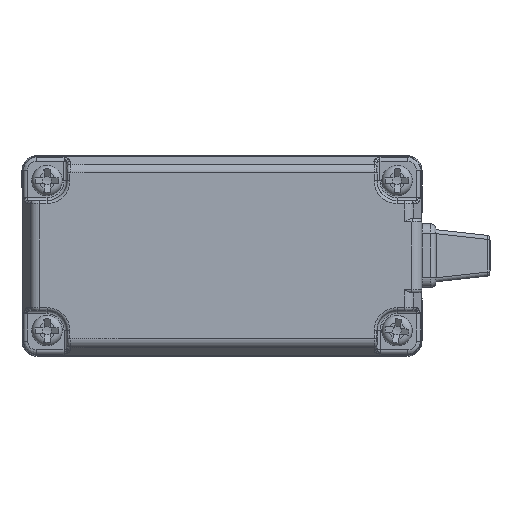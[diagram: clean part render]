
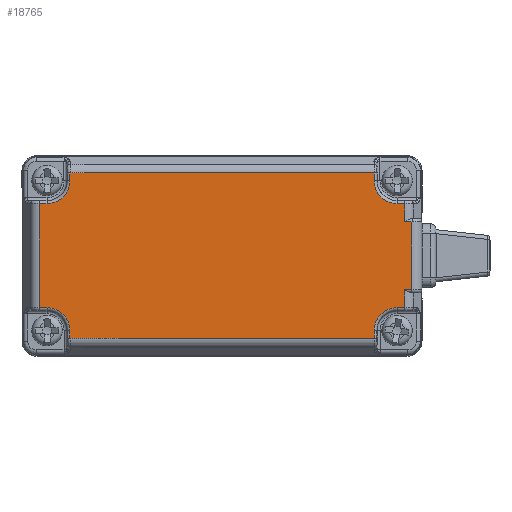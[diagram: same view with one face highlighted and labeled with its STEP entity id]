
A CAD part, top view. The second image highlights one B-rep face of the part: STEP entity #18765.
In plain terms, the highlighted face is planar.
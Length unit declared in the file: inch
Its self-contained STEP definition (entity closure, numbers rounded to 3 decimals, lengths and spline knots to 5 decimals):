
#1167=CIRCLE('',#20616,0.09055);
#1168=CIRCLE('',#20617,0.09055);
#1169=CIRCLE('',#20618,0.09055);
#1170=CIRCLE('',#20619,0.09055);
#2596=FACE_OUTER_BOUND('',#3686,.T.);
#3686=EDGE_LOOP('',(#14744,#14745,#14746,#14747,#14748,#14749,#14750,#14751,
#14752,#14753,#14754,#14755,#14756,#14757,#14758,#14759,#14760,#14761,#14762,
#14763));
#4927=LINE('',#32134,#6453);
#4942=LINE('',#32575,#6468);
#4943=LINE('',#32577,#6469);
#4944=LINE('',#32581,#6470);
#4945=LINE('',#32583,#6471);
#4946=LINE('',#32585,#6472);
#4947=LINE('',#32589,#6473);
#4948=LINE('',#32591,#6474);
#4949=LINE('',#32593,#6475);
#4950=LINE('',#32597,#6476);
#4951=LINE('',#32599,#6477);
#4952=LINE('',#32601,#6478);
#4953=LINE('',#32603,#6479);
#4954=LINE('',#32605,#6480);
#4955=LINE('',#32607,#6481);
#4956=LINE('',#32609,#6482);
#6453=VECTOR('',#24455,1.19685);
#6468=VECTOR('',#24546,0.03023);
#6469=VECTOR('',#24547,0.03023);
#6470=VECTOR('',#24550,0.03023);
#6471=VECTOR('',#24551,0.40945);
#6472=VECTOR('',#24552,0.03023);
#6473=VECTOR('',#24555,0.03023);
#6474=VECTOR('',#24556,1.19685);
#6475=VECTOR('',#24557,0.03023);
#6476=VECTOR('',#24560,0.03023);
#6477=VECTOR('',#24561,0.07087);
#6478=VECTOR('',#24562,0.02882);
#6479=VECTOR('',#24563,0.26772);
#6480=VECTOR('',#24564,0.02882);
#6481=VECTOR('',#24565,0.07087);
#6482=VECTOR('',#24566,0.03023);
#8229=VERTEX_POINT('',#32132);
#8230=VERTEX_POINT('',#32133);
#8261=VERTEX_POINT('',#32574);
#8262=VERTEX_POINT('',#32576);
#8263=VERTEX_POINT('',#32578);
#8264=VERTEX_POINT('',#32580);
#8265=VERTEX_POINT('',#32582);
#8266=VERTEX_POINT('',#32584);
#8267=VERTEX_POINT('',#32586);
#8268=VERTEX_POINT('',#32588);
#8269=VERTEX_POINT('',#32590);
#8270=VERTEX_POINT('',#32592);
#8271=VERTEX_POINT('',#32594);
#8272=VERTEX_POINT('',#32596);
#8273=VERTEX_POINT('',#32598);
#8274=VERTEX_POINT('',#32600);
#8275=VERTEX_POINT('',#32602);
#8276=VERTEX_POINT('',#32604);
#8277=VERTEX_POINT('',#32606);
#8278=VERTEX_POINT('',#32608);
#10525=EDGE_CURVE('',#8229,#8230,#4927,.T.);
#10575=EDGE_CURVE('',#8230,#8261,#4942,.T.);
#10576=EDGE_CURVE('',#8262,#8229,#4943,.T.);
#10577=EDGE_CURVE('',#8263,#8262,#1167,.T.);
#10578=EDGE_CURVE('',#8264,#8263,#4944,.T.);
#10579=EDGE_CURVE('',#8265,#8264,#4945,.T.);
#10580=EDGE_CURVE('',#8266,#8265,#4946,.T.);
#10581=EDGE_CURVE('',#8267,#8266,#1168,.T.);
#10582=EDGE_CURVE('',#8268,#8267,#4947,.T.);
#10583=EDGE_CURVE('',#8269,#8268,#4948,.T.);
#10584=EDGE_CURVE('',#8270,#8269,#4949,.T.);
#10585=EDGE_CURVE('',#8271,#8270,#1169,.T.);
#10586=EDGE_CURVE('',#8272,#8271,#4950,.T.);
#10587=EDGE_CURVE('',#8273,#8272,#4951,.T.);
#10588=EDGE_CURVE('',#8274,#8273,#4952,.T.);
#10589=EDGE_CURVE('',#8275,#8274,#4953,.T.);
#10590=EDGE_CURVE('',#8276,#8275,#4954,.T.);
#10591=EDGE_CURVE('',#8277,#8276,#4955,.T.);
#10592=EDGE_CURVE('',#8278,#8277,#4956,.T.);
#10593=EDGE_CURVE('',#8261,#8278,#1170,.T.);
#14744=ORIENTED_EDGE('',*,*,#10575,.F.);
#14745=ORIENTED_EDGE('',*,*,#10525,.F.);
#14746=ORIENTED_EDGE('',*,*,#10576,.F.);
#14747=ORIENTED_EDGE('',*,*,#10577,.F.);
#14748=ORIENTED_EDGE('',*,*,#10578,.F.);
#14749=ORIENTED_EDGE('',*,*,#10579,.F.);
#14750=ORIENTED_EDGE('',*,*,#10580,.F.);
#14751=ORIENTED_EDGE('',*,*,#10581,.F.);
#14752=ORIENTED_EDGE('',*,*,#10582,.F.);
#14753=ORIENTED_EDGE('',*,*,#10583,.F.);
#14754=ORIENTED_EDGE('',*,*,#10584,.F.);
#14755=ORIENTED_EDGE('',*,*,#10585,.F.);
#14756=ORIENTED_EDGE('',*,*,#10586,.F.);
#14757=ORIENTED_EDGE('',*,*,#10587,.F.);
#14758=ORIENTED_EDGE('',*,*,#10588,.F.);
#14759=ORIENTED_EDGE('',*,*,#10589,.F.);
#14760=ORIENTED_EDGE('',*,*,#10590,.F.);
#14761=ORIENTED_EDGE('',*,*,#10591,.F.);
#14762=ORIENTED_EDGE('',*,*,#10592,.F.);
#14763=ORIENTED_EDGE('',*,*,#10593,.F.);
#18004=PLANE('',#20615);
#18765=ADVANCED_FACE('',(#2596),#18004,.F.);
#20615=AXIS2_PLACEMENT_3D('',#32573,#24544,#24545);
#20616=AXIS2_PLACEMENT_3D('',#32579,#24548,#24549);
#20617=AXIS2_PLACEMENT_3D('',#32587,#24553,#24554);
#20618=AXIS2_PLACEMENT_3D('',#32595,#24558,#24559);
#20619=AXIS2_PLACEMENT_3D('',#32610,#24567,#24568);
#24455=DIRECTION('',(-1.,0.,0.));
#24544=DIRECTION('center_axis',(0.,0.,1.));
#24545=DIRECTION('ref_axis',(1.,0.,0.));
#24546=DIRECTION('',(0.,-1.,0.));
#24547=DIRECTION('',(0.,1.,0.));
#24548=DIRECTION('center_axis',(0.,0.,
-1.));
#24549=DIRECTION('ref_axis',(-1.,0.,0.));
#24550=DIRECTION('',(-1.,0.,0.));
#24551=DIRECTION('',(0.,1.,0.));
#24552=DIRECTION('',(1.,0.,0.));
#24553=DIRECTION('center_axis',(0.,0.,
-1.));
#24554=DIRECTION('ref_axis',(0.,1.,0.));
#24555=DIRECTION('',(0.,1.,0.));
#24556=DIRECTION('',(1.,0.,0.));
#24557=DIRECTION('',(0.,-1.,0.));
#24558=DIRECTION('center_axis',(0.,0.,
-1.));
#24559=DIRECTION('ref_axis',(1.,0.,0.));
#24560=DIRECTION('',(1.,0.,0.));
#24561=DIRECTION('',(0.,-1.,0.));
#24562=DIRECTION('',(1.,0.,0.));
#24563=DIRECTION('',(0.,-1.,0.));
#24564=DIRECTION('',(-1.,0.,0.));
#24565=DIRECTION('',(0.,-1.,0.));
#24566=DIRECTION('',(-1.,0.,0.));
#24567=DIRECTION('center_axis',(0.,0.,-1.));
#24568=DIRECTION('ref_axis',(0.,-1.,0.));
#32132=CARTESIAN_POINT('',(0.59843,0.32551,0.));
#32133=CARTESIAN_POINT('',(-0.59843,0.32551,0.));
#32134=CARTESIAN_POINT('',(0.59843,0.32551,0.));
#32573=CARTESIAN_POINT('Origin',(0.,0.,0.));
#32574=CARTESIAN_POINT('',(-0.59843,0.29528,0.));
#32575=CARTESIAN_POINT('',(-0.59843,0.32551,0.));
#32576=CARTESIAN_POINT('',(0.59843,0.29528,0.));
#32577=CARTESIAN_POINT('',(0.59843,0.29528,0.));
#32578=CARTESIAN_POINT('',(0.68898,0.20472,0.));
#32579=CARTESIAN_POINT('Origin',(0.68898,0.29528,0.));
#32580=CARTESIAN_POINT('',(0.71921,0.20472,0.));
#32581=CARTESIAN_POINT('',(0.71921,0.20472,0.));
#32582=CARTESIAN_POINT('',(0.71921,-0.20472,0.));
#32583=CARTESIAN_POINT('',(0.71921,-0.20472,0.));
#32584=CARTESIAN_POINT('',(0.68898,-0.20472,0.));
#32585=CARTESIAN_POINT('',(0.68898,-0.20472,0.));
#32586=CARTESIAN_POINT('',(0.59843,-0.29528,0.));
#32587=CARTESIAN_POINT('Origin',(0.68898,-0.29528,0.));
#32588=CARTESIAN_POINT('',(0.59843,-0.32551,0.));
#32589=CARTESIAN_POINT('',(0.59843,-0.32551,0.));
#32590=CARTESIAN_POINT('',(-0.59843,-0.32551,0.));
#32591=CARTESIAN_POINT('',(-0.59843,-0.32551,0.));
#32592=CARTESIAN_POINT('',(-0.59843,-0.29528,0.));
#32593=CARTESIAN_POINT('',(-0.59843,-0.29528,0.));
#32594=CARTESIAN_POINT('',(-0.68898,-0.20472,0.));
#32595=CARTESIAN_POINT('Origin',(-0.68898,-0.29528,
0.));
#32596=CARTESIAN_POINT('',(-0.71921,-0.20472,0.));
#32597=CARTESIAN_POINT('',(-0.71921,-0.20472,0.));
#32598=CARTESIAN_POINT('',(-0.71921,-0.13386,0.));
#32599=CARTESIAN_POINT('',(-0.71921,-0.13386,0.));
#32600=CARTESIAN_POINT('',(-0.74803,-0.13386,0.));
#32601=CARTESIAN_POINT('',(-0.74803,-0.13386,0.));
#32602=CARTESIAN_POINT('',(-0.74803,0.13386,0.));
#32603=CARTESIAN_POINT('',(-0.74803,0.13386,0.));
#32604=CARTESIAN_POINT('',(-0.71921,0.13386,0.));
#32605=CARTESIAN_POINT('',(-0.71921,0.13386,0.));
#32606=CARTESIAN_POINT('',(-0.71921,0.20472,0.));
#32607=CARTESIAN_POINT('',(-0.71921,0.20472,0.));
#32608=CARTESIAN_POINT('',(-0.68898,0.20472,0.));
#32609=CARTESIAN_POINT('',(-0.68898,0.20472,0.));
#32610=CARTESIAN_POINT('Origin',(-0.68898,0.29528,0.));
